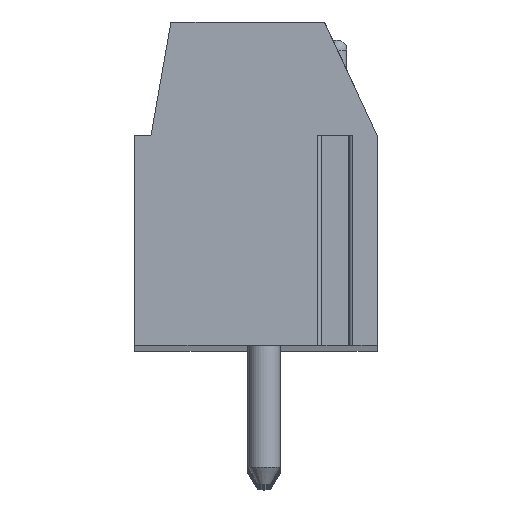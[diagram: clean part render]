
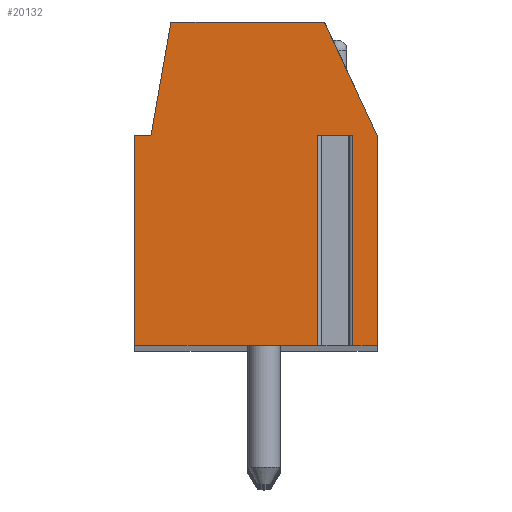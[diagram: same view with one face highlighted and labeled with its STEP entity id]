
A CAD part, top view. The second image highlights one B-rep face of the part: STEP entity #20132.
In plain terms, the highlighted planar face has unit normal (0, 0, 1).
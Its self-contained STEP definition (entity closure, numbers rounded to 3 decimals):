
#13=DIRECTION('',(-1.,0.,0.));
#14=VECTOR('',#13,1.097);
#15=CARTESIAN_POINT('',(2.998,1.5,104.14));
#16=LINE('',#15,#14);
#17=DIRECTION('',(0.,-1.,0.));
#18=VECTOR('',#17,6.5);
#19=CARTESIAN_POINT('',(1.902,1.5,104.14));
#20=LINE('',#19,#18);
#21=DIRECTION('',(1.,0.,0.));
#22=VECTOR('',#21,5.652);
#23=CARTESIAN_POINT('',(-3.75,-5.,104.14));
#24=LINE('',#23,#22);
#25=DIRECTION('',(0.,-1.,0.));
#26=VECTOR('',#25,6.5);
#27=CARTESIAN_POINT('',(-3.75,1.5,104.14));
#28=LINE('',#27,#26);
#29=DIRECTION('',(-1.,0.,0.));
#30=VECTOR('',#29,0.5);
#31=CARTESIAN_POINT('',(-3.25,1.5,104.14));
#32=LINE('',#31,#30);
#33=DIRECTION('',(-0.174,-0.985,0.));
#34=VECTOR('',#33,3.554);
#35=CARTESIAN_POINT('',(-2.633,5.,104.14));
#36=LINE('',#35,#34);
#37=DIRECTION('',(-1.,0.,0.));
#38=VECTOR('',#37,4.751);
#39=CARTESIAN_POINT('',(2.118,5.,104.14));
#40=LINE('',#39,#38);
#41=DIRECTION('',(-0.423,0.906,0.));
#42=VECTOR('',#41,3.862);
#43=CARTESIAN_POINT('',(3.75,1.5,104.14));
#44=LINE('',#43,#42);
#45=DIRECTION('',(0.,1.,0.));
#46=VECTOR('',#45,6.5);
#47=CARTESIAN_POINT('',(3.75,-5.,104.14));
#48=LINE('',#47,#46);
#49=DIRECTION('',(1.,0.,0.));
#50=VECTOR('',#49,0.752);
#51=CARTESIAN_POINT('',(2.998,-5.,104.14));
#52=LINE('',#51,#50);
#53=DIRECTION('',(0.,-1.,0.));
#54=VECTOR('',#53,6.5);
#55=CARTESIAN_POINT('',(2.998,1.5,104.14));
#56=LINE('',#55,#54);
#15969=CARTESIAN_POINT('',(-2.633,5.,104.14));
#15970=CARTESIAN_POINT('',(-3.25,1.5,104.14));
#15971=VERTEX_POINT('',#15969);
#15972=VERTEX_POINT('',#15970);
#15973=CARTESIAN_POINT('',(-3.75,1.5,104.14));
#15974=VERTEX_POINT('',#15973);
#15975=CARTESIAN_POINT('',(-3.75,-5.,104.14));
#15976=VERTEX_POINT('',#15975);
#15977=CARTESIAN_POINT('',(3.75,-5.,104.14));
#15978=CARTESIAN_POINT('',(3.75,1.5,104.14));
#15979=VERTEX_POINT('',#15977);
#15980=VERTEX_POINT('',#15978);
#15981=CARTESIAN_POINT('',(2.118,5.,104.14));
#15982=VERTEX_POINT('',#15981);
#16041=CARTESIAN_POINT('',(2.998,1.5,104.14));
#16042=CARTESIAN_POINT('',(1.902,1.5,104.14));
#16043=VERTEX_POINT('',#16041);
#16044=VERTEX_POINT('',#16042);
#16045=CARTESIAN_POINT('',(1.902,-5.,104.14));
#16046=VERTEX_POINT('',#16045);
#16047=CARTESIAN_POINT('',(2.998,-5.,104.14));
#16048=VERTEX_POINT('',#16047);
#20103=CARTESIAN_POINT('',(0.,0.,104.14));
#20104=DIRECTION('',(0.,0.,1.));
#20105=DIRECTION('',(1.,0.,0.));
#20106=AXIS2_PLACEMENT_3D('',#20103,#20104,#20105);
#20107=PLANE('',#20106);
#20109=ORIENTED_EDGE('',*,*,#20108,.T.);
#20111=ORIENTED_EDGE('',*,*,#20110,.T.);
#20113=ORIENTED_EDGE('',*,*,#20112,.F.);
#20115=ORIENTED_EDGE('',*,*,#20114,.F.);
#20117=ORIENTED_EDGE('',*,*,#20116,.F.);
#20119=ORIENTED_EDGE('',*,*,#20118,.F.);
#20121=ORIENTED_EDGE('',*,*,#20120,.F.);
#20123=ORIENTED_EDGE('',*,*,#20122,.F.);
#20125=ORIENTED_EDGE('',*,*,#20124,.F.);
#20127=ORIENTED_EDGE('',*,*,#20126,.F.);
#20129=ORIENTED_EDGE('',*,*,#20128,.F.);
#20130=EDGE_LOOP('',(#20109,#20111,#20113,#20115,#20117,#20119,#20121,#20123,
#20125,#20127,#20129));
#20131=FACE_OUTER_BOUND('',#20130,.F.);
#20108=EDGE_CURVE('',#16043,#16044,#16,.T.);
#20110=EDGE_CURVE('',#16044,#16046,#20,.T.);
#20112=EDGE_CURVE('',#15976,#16046,#24,.T.);
#20114=EDGE_CURVE('',#15974,#15976,#28,.T.);
#20116=EDGE_CURVE('',#15972,#15974,#32,.T.);
#20118=EDGE_CURVE('',#15971,#15972,#36,.T.);
#20120=EDGE_CURVE('',#15982,#15971,#40,.T.);
#20122=EDGE_CURVE('',#15980,#15982,#44,.T.);
#20124=EDGE_CURVE('',#15979,#15980,#48,.T.);
#20126=EDGE_CURVE('',#16048,#15979,#52,.T.);
#20128=EDGE_CURVE('',#16043,#16048,#56,.T.);
#20132=ADVANCED_FACE('',(#20131),#20107,.T.);
